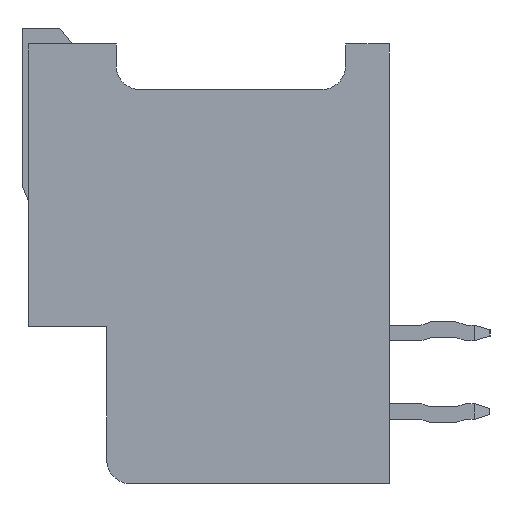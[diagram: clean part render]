
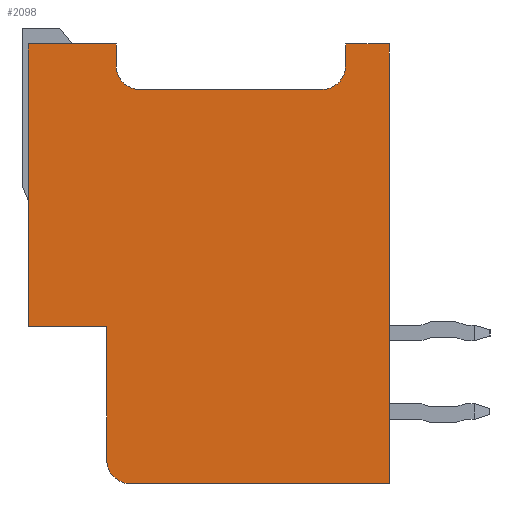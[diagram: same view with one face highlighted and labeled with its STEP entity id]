
A CAD part, left-side view. The second image highlights one B-rep face of the part: STEP entity #2098.
In plain terms, the highlighted planar face has unit normal (-1, 0, 0).
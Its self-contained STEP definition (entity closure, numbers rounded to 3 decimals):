
#2098 = ADVANCED_FACE( '', ( #4182 ), #4183, .F. );
#4182 = FACE_OUTER_BOUND( '', #6336, .T. );
#4183 = PLANE( '', #6337 );
#6336 = EDGE_LOOP( '', ( #11963, #11964, #11965, #11966, #11967, #11968, #11969, #11970, #11971, #11972, #11973, #11974, #11975 ) );
#6337 = AXIS2_PLACEMENT_3D( '', #11976, #11977, #11978 );
#11963 = ORIENTED_EDGE( '', *, *, #16188, .F. );
#11964 = ORIENTED_EDGE( '', *, *, #15111, .T. );
#11965 = ORIENTED_EDGE( '', *, *, #15643, .F. );
#11966 = ORIENTED_EDGE( '', *, *, #15029, .F. );
#11967 = ORIENTED_EDGE( '', *, *, #16211, .F. );
#11968 = ORIENTED_EDGE( '', *, *, #16116, .F. );
#11969 = ORIENTED_EDGE( '', *, *, #15476, .T. );
#11970 = ORIENTED_EDGE( '', *, *, #15630, .F. );
#11971 = ORIENTED_EDGE( '', *, *, #15985, .T. );
#11972 = ORIENTED_EDGE( '', *, *, #14252, .F. );
#11973 = ORIENTED_EDGE( '', *, *, #14464, .F. );
#11974 = ORIENTED_EDGE( '', *, *, #14972, .F. );
#11975 = ORIENTED_EDGE( '', *, *, #15664, .F. );
#11976 = CARTESIAN_POINT( '', ( -19.7, 0., 0. ) );
#11977 = DIRECTION( '', ( 1., 0., 0. ) );
#11978 = DIRECTION( '', ( 0., 0., -1. ) );
#14252 = EDGE_CURVE( '', #17323, #17318, #17325, .T. );
#14464 = EDGE_CURVE( '', #17683, #17323, #17685, .T. );
#14972 = EDGE_CURVE( '', #18511, #17683, #18513, .T. );
#15029 = EDGE_CURVE( '', #18603, #18605, #18606, .T. );
#15111 = EDGE_CURVE( '', #18729, #18731, #18733, .F. );
#15476 = EDGE_CURVE( '', #19273, #19275, #19277, .T. );
#15630 = EDGE_CURVE( '', #19487, #19275, #19489, .T. );
#15643 = EDGE_CURVE( '', #18605, #18731, #19506, .T. );
#15664 = EDGE_CURVE( '', #19531, #18511, #19533, .T. );
#15985 = EDGE_CURVE( '', #19487, #17318, #19973, .T. );
#16116 = EDGE_CURVE( '', #19273, #20121, #20123, .T. );
#16188 = EDGE_CURVE( '', #18729, #19531, #20203, .T. );
#16211 = EDGE_CURVE( '', #20121, #18603, #20227, .T. );
#17318 = VERTEX_POINT( '', #21709 );
#17323 = VERTEX_POINT( '', #21716 );
#17325 = LINE( '', #21719, #21720 );
#17683 = VERTEX_POINT( '', #22244 );
#17685 = LINE( '', #22247, #22248 );
#18511 = VERTEX_POINT( '', #23485 );
#18513 = LINE( '', #23488, #23489 );
#18603 = VERTEX_POINT( '', #23623 );
#18605 = VERTEX_POINT( '', #23626 );
#18606 = LINE( '', #23627, #23628 );
#18729 = VERTEX_POINT( '', #23813 );
#18731 = VERTEX_POINT( '', #23816 );
#18733 = CIRCLE( '', #23819, 0.75 );
#19273 = VERTEX_POINT( '', #24649 );
#19275 = VERTEX_POINT( '', #24652 );
#19277 = CIRCLE( '', #24655, 0.75 );
#19487 = VERTEX_POINT( '', #24990 );
#19489 = LINE( '', #24993, #24994 );
#19506 = LINE( '', #25019, #25020 );
#19531 = VERTEX_POINT( '', #25058 );
#19533 = LINE( '', #25061, #25062 );
#19973 = CIRCLE( '', #25770, 0.75 );
#20121 = VERTEX_POINT( '', #25986 );
#20123 = LINE( '', #25989, #25990 );
#20203 = LINE( '', #26111, #26112 );
#20227 = LINE( '', #26147, #26148 );
#21709 = CARTESIAN_POINT( '', ( -19.7, 4.2, 6.3 ) );
#21716 = CARTESIAN_POINT( '', ( -19.7, 4.2, 7. ) );
#21719 = CARTESIAN_POINT( '', ( -19.7, 4.2, 7. ) );
#21720 = VECTOR( '', #26979, 1000. );
#22244 = CARTESIAN_POINT( '', ( -19.7, 7., 7. ) );
#22247 = CARTESIAN_POINT( '', ( -19.7, 7., 7. ) );
#22248 = VECTOR( '', #27156, 1000. );
#23485 = CARTESIAN_POINT( '', ( -19.7, 7., -2. ) );
#23488 = CARTESIAN_POINT( '', ( -19.7, 7., -2. ) );
#23489 = VECTOR( '', #27578, 1000. );
#23623 = CARTESIAN_POINT( '', ( -19.7, -4.5, 7. ) );
#23626 = CARTESIAN_POINT( '', ( -19.7, -4.5, -7. ) );
#23627 = CARTESIAN_POINT( '', ( -19.7, -4.5, 7. ) );
#23628 = VECTOR( '', #27624, 1000. );
#23813 = CARTESIAN_POINT( '', ( -19.7, 4.5, -6.25 ) );
#23816 = CARTESIAN_POINT( '', ( -19.7, 3.75, -7. ) );
#23819 = AXIS2_PLACEMENT_3D( '', #27692, #27693, #27694 );
#24649 = CARTESIAN_POINT( '', ( -19.7, -3.1, 6.3 ) );
#24652 = CARTESIAN_POINT( '', ( -19.7, -2.35, 5.55 ) );
#24655 = AXIS2_PLACEMENT_3D( '', #27990, #27991, #27992 );
#24990 = CARTESIAN_POINT( '', ( -19.7, 3.45, 5.55 ) );
#24993 = CARTESIAN_POINT( '', ( -19.7, 4.2, 5.55 ) );
#24994 = VECTOR( '', #28119, 1000. );
#25019 = CARTESIAN_POINT( '', ( -19.7, -4.5, -7. ) );
#25020 = VECTOR( '', #28128, 1000. );
#25058 = CARTESIAN_POINT( '', ( -19.7, 4.5, -2. ) );
#25061 = CARTESIAN_POINT( '', ( -19.7, 4.5, -2. ) );
#25062 = VECTOR( '', #28143, 1000. );
#25770 = AXIS2_PLACEMENT_3D( '', #28418, #28419, #28420 );
#25986 = CARTESIAN_POINT( '', ( -19.7, -3.1, 7. ) );
#25989 = CARTESIAN_POINT( '', ( -19.7, -3.1, 5.55 ) );
#25990 = VECTOR( '', #28502, 1000. );
#26111 = CARTESIAN_POINT( '', ( -19.7, 4.5, -7. ) );
#26112 = VECTOR( '', #28544, 1000. );
#26147 = CARTESIAN_POINT( '', ( -19.7, -3.1, 7. ) );
#26148 = VECTOR( '', #28556, 1000. );
#26979 = DIRECTION( '', ( 0., 0., -1. ) );
#27156 = DIRECTION( '', ( 0., -1., 0. ) );
#27578 = DIRECTION( '', ( 0., 0., 1. ) );
#27624 = DIRECTION( '', ( 0., 0., -1. ) );
#27692 = CARTESIAN_POINT( '', ( -19.7, 3.75, -6.25 ) );
#27693 = DIRECTION( '', ( 1., 0., 0. ) );
#27694 = DIRECTION( '', ( 0., 0., -1. ) );
#27990 = CARTESIAN_POINT( '', ( -19.7, -2.35, 6.3 ) );
#27991 = DIRECTION( '', ( 1., 0., 0. ) );
#27992 = DIRECTION( '', ( 0., 0., -1. ) );
#28119 = DIRECTION( '', ( 0., -1., 0. ) );
#28128 = DIRECTION( '', ( 0., 1., 0. ) );
#28143 = DIRECTION( '', ( 0., 1., 0. ) );
#28418 = CARTESIAN_POINT( '', ( -19.7, 3.45, 6.3 ) );
#28419 = DIRECTION( '', ( 1., 0., 0. ) );
#28420 = DIRECTION( '', ( 0., 0., -1. ) );
#28502 = DIRECTION( '', ( 0., 0., 1. ) );
#28544 = DIRECTION( '', ( 0., 0., 1. ) );
#28556 = DIRECTION( '', ( 0., -1., 0. ) );
